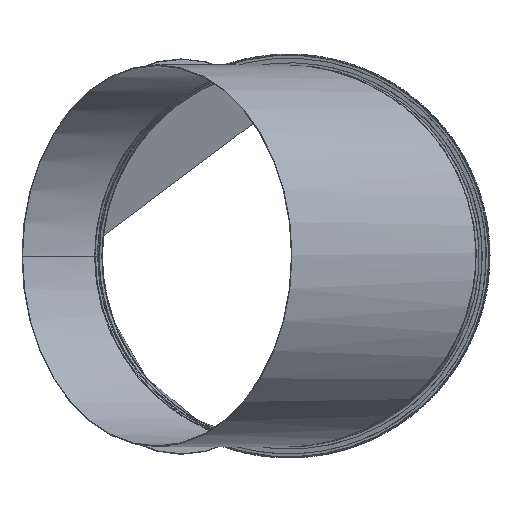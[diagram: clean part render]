
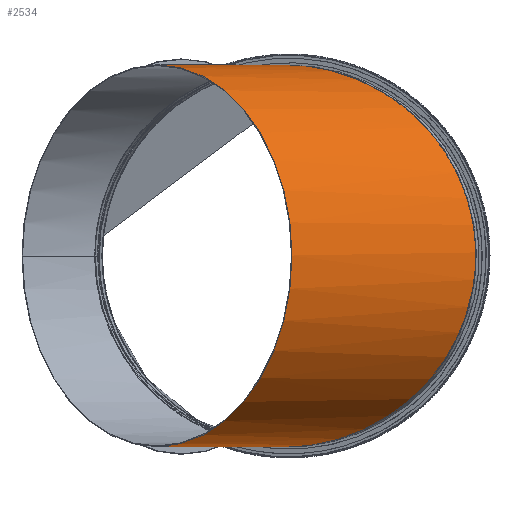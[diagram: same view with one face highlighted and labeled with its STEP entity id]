
A CAD part, top view. The second image highlights one B-rep face of the part: STEP entity #2534.
In plain terms, the highlighted cylindrical face has radius 125.2 mm (diameter 250.4 mm), a full revolution.
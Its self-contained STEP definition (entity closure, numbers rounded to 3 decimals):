
#2408=CARTESIAN_POINT('',(125.2,67.281,0.0));
#2409=VERTEX_POINT('',#2408);
#2416=CARTESIAN_POINT('',(0.,119.14,-125.2));
#2417=VERTEX_POINT('',#2416);
#2418=CARTESIAN_POINT('',(0.0,119.14,0.0));
#2419=DIRECTION('',(-0.383,-0.924,0.0));
#2420=DIRECTION('',(0.924,-0.383,0.0));
#2421=AXIS2_PLACEMENT_3D('',#2418,#2419,#2420);
#2422=ELLIPSE('',#2421,135.516,125.2);
#2423=EDGE_CURVE('',#2417,#2409,#2422,.T.);
#2425=CARTESIAN_POINT('',(0.,119.14,125.2));
#2426=VERTEX_POINT('',#2425);
#2427=CARTESIAN_POINT('',(0.0,119.14,0.0));
#2428=DIRECTION('',(-0.383,-0.924,0.0));
#2429=DIRECTION('',(0.924,-0.383,0.0));
#2430=AXIS2_PLACEMENT_3D('',#2427,#2428,#2429);
#2431=ELLIPSE('',#2430,135.516,125.2);
#2432=EDGE_CURVE('',#2426,#2417,#2431,.T.);
#2434=CARTESIAN_POINT('',(125.2,67.281,0.002));
#2435=VERTEX_POINT('',#2434);
#2436=CARTESIAN_POINT('',(0.0,119.14,0.0));
#2437=DIRECTION('',(-0.383,-0.924,0.0));
#2438=DIRECTION('',(0.924,-0.383,0.0));
#2439=AXIS2_PLACEMENT_3D('',#2436,#2437,#2438);
#2440=ELLIPSE('',#2439,135.516,125.2);
#2441=EDGE_CURVE('',#2435,#2426,#2440,.T.);
#2501=CARTESIAN_POINT('',(0.0,85.5,0.0));
#2502=DIRECTION('',(0.0,1.0,0.0));
#2503=DIRECTION('',(1.0,0.0,0.0));
#2504=AXIS2_PLACEMENT_3D('',#2501,#2502,#2503);
#2505=CYLINDRICAL_SURFACE('',#2504,125.2);
#2506=ORIENTED_EDGE('',*,*,#2441,.T.);
#2507=ORIENTED_EDGE('',*,*,#2432,.T.);
#2508=ORIENTED_EDGE('',*,*,#2423,.T.);
#2509=CARTESIAN_POINT('',(125.2,0.0,0.0));
#2510=VERTEX_POINT('',#2509);
#2511=CARTESIAN_POINT('',(125.2,0.0,0.0));
#2512=DIRECTION('',(0.0,1.0,0.0));
#2513=VECTOR('',#2512,67.281);
#2514=LINE('',#2511,#2513);
#2515=EDGE_CURVE('',#2510,#2409,#2514,.T.);
#2516=ORIENTED_EDGE('',*,*,#2515,.F.);
#2517=CARTESIAN_POINT('',(125.2,0.0,0.002));
#2518=VERTEX_POINT('',#2517);
#2519=CARTESIAN_POINT('',(0.0,0.0,0.0));
#2520=DIRECTION('',(0.0,1.0,0.0));
#2521=DIRECTION('',(1.0,0.0,0.0));
#2522=AXIS2_PLACEMENT_3D('',#2519,#2520,#2521);
#2523=CIRCLE('',#2522,125.2);
#2524=EDGE_CURVE('',#2510,#2518,#2523,.T.);
#2525=ORIENTED_EDGE('',*,*,#2524,.T.);
#2526=CARTESIAN_POINT('',(125.2,0.0,0.002));
#2527=DIRECTION('',(0.0,1.0,0.0));
#2528=VECTOR('',#2527,67.281);
#2529=LINE('',#2526,#2528);
#2530=EDGE_CURVE('',#2518,#2435,#2529,.T.);
#2531=ORIENTED_EDGE('',*,*,#2530,.T.);
#2532=EDGE_LOOP('',(#2506,#2507,#2508,#2516,#2525,#2531));
#2533=FACE_OUTER_BOUND('',#2532,.T.);
#2534=ADVANCED_FACE('',(#2533),#2505,.T.);
